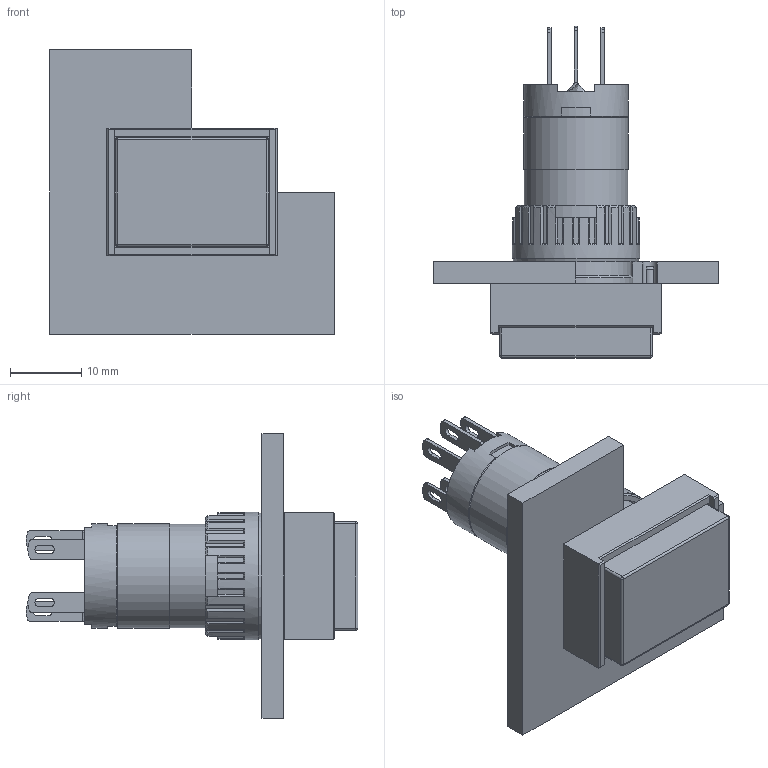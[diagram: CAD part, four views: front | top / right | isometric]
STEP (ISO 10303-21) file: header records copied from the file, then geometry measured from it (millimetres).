
FILE_DESCRIPTION( ( 'Unknown' ), '1' );
FILE_NAME( 'LDT_18x24_L1_1NO-1NC_00337532.stp', 'Unknown', ( 'Unknown' ), ( 'Unknown' ), 'PSStep 17.0.49', 'Unknown', ' ' );
FILE_SCHEMA( ( 'AUTOMOTIVE_DESIGN { 1 0 10303 214 1 1 1 1 }' ) );
Length unit declared in the file: millimetre
Products named in the file (10): Schaltelement_SP-E_2.8x0.5_steck_00333718; Schaltgehaeuse_SP-E_2.8x0.5_steck_00333719; Kontaktarm_2.8x0.5_00333724; Lampenkontaktfeder_linksdrall_00336241; Lampenkontaktfeder_rechtsdrall_00336242; Assem1; Vorsatz-Gehaeuse_18x24_00337379; Druckhaube_18x24XXS_00337429; Befestigungsmutter_00311771; Frontplatte_40x40x3_D16-D2vds_00337581
Assembly tree (12 placements, depth 3):
  Assem1
    Vorsatz-Gehaeuse_18x24_00337379
    Druckhaube_18x24XXS_00337429
    Befestigungsmutter_00311771
    Frontplatte_40x40x3_D16-D2vds_00337581
    Schaltelement_SP-E_2.8x0.5_steck_00333718
      Schaltgehaeuse_SP-E_2.8x0.5_steck_00333719
      Kontaktarm_2.8x0.5_00333724  x4
      Lampenkontaktfeder_linksdrall_00336241
      Lampenkontaktfeder_rechtsdrall_00336242
Bounding box: 40 x 46.7 x 40 mm (x, y, z)
Volume: 8287.7 mm3; surface area: 9975.9 mm2
Topology: 11 solids, 11 shells, 448 faces, 1173 edges, 760 vertices
Faces by surface type: plane 324, cylinder 80, cone 31, bspline 8, sphere 4, torus 1
Full cylindrical faces by diameter (mm): 12 x1, 14.6 x1, 14.7 x2, 14.9 x1, 15.4 x1, 16 x1, 16.05 x1, 17.6 x1, 17.9 x1
Entity records: 16099 total; most frequent: CARTESIAN_POINT 2649, ORIENTED_EDGE 2118, DIRECTION 2061, EDGE_CURVE 1059, LINE 781, VECTOR 781, VERTEX_POINT 696, AXIS2_PLACEMENT_3D 640
